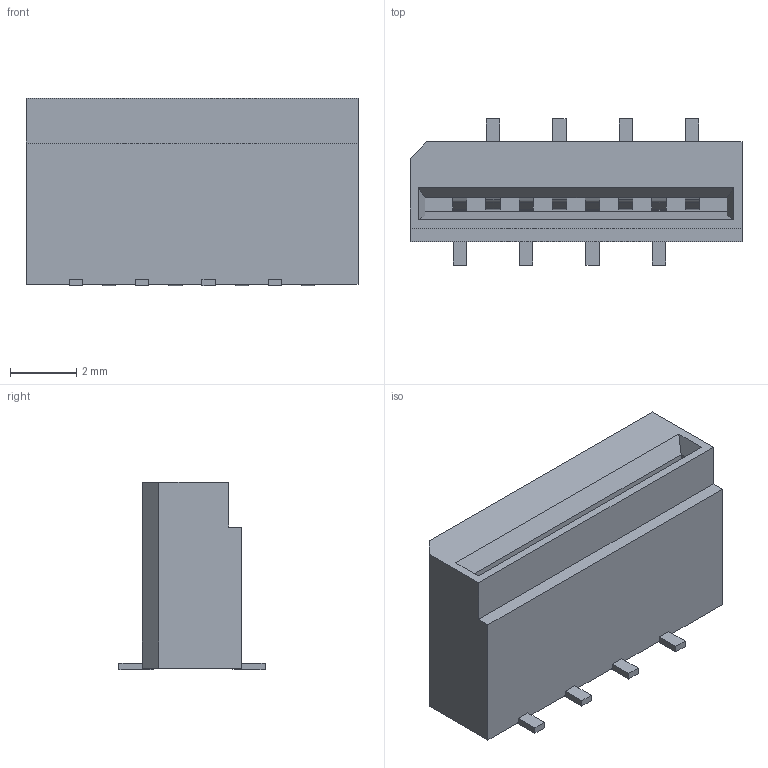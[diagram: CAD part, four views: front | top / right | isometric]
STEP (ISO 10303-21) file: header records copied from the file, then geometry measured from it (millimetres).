
FILE_DESCRIPTION((''),'2;1');
FILE_NAME('C-84982-8','2010-05-07T',('workeradm'),('Tyco Electronics Ltd.'),'PRO/ENGINEER BY PARAMETRIC TECHNOLOGY CORPORATION, 2009300','PRO/ENGINEER BY PARAMETRIC TECHNOLOGY CORPORATION, 2009300','');
FILE_SCHEMA(('AUTOMOTIVE_DESIGN { 1 0 10303 214 1 1 1 1 }'));
Length unit declared in the file: millimetre
Products named in the file (1): C-84982-8
Bounding box: 10 x 4.4 x 5.65 mm (x, y, z)
Volume: 145.3 mm3; surface area: 290.8 mm2
Topology: 1 solids, 1 shells, 146 faces, 403 edges, 268 vertices
Faces by surface type: plane 122, cylinder 24
Entity records: 4870 total; most frequent: CARTESIAN_POINT 819, ORIENTED_EDGE 806, DIRECTION 743, EDGE_CURVE 403, VECTOR 355, LINE 355, VERTEX_POINT 268, AXIS2_PLACEMENT_3D 194
